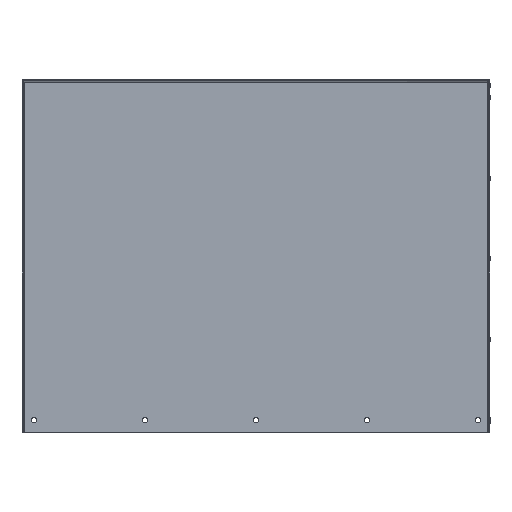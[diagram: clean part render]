
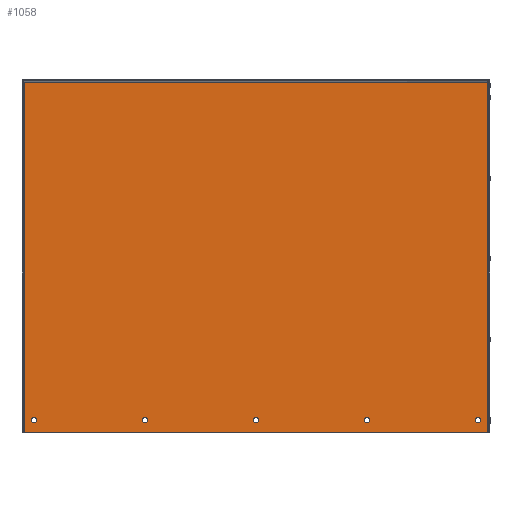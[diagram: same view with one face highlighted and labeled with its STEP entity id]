
A CAD part, top view. The second image highlights one B-rep face of the part: STEP entity #1058.
In plain terms, the highlighted planar face has unit normal (0, 0, 1).
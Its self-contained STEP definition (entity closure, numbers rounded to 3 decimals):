
#44 = EDGE_CURVE ( 'NONE', #1474, #983, #2190, .T. ) ;
#61 = EDGE_CURVE ( 'NONE', #2356, #1088, #620, .T. ) ;
#80 = AXIS2_PLACEMENT_3D ( 'NONE', #1591, #558, #147 ) ;
#104 = ORIENTED_EDGE ( 'NONE', *, *, #61, .F. ) ;
#134 = FACE_BOUND ( 'NONE', #1289, .T. ) ;
#147 = DIRECTION ( 'NONE',  ( -1., 0., 0. ) ) ;
#158 = CARTESIAN_POINT ( 'NONE',  ( -2., -269.95, 0. ) ) ;
#170 = AXIS2_PLACEMENT_3D ( 'NONE', #832, #874, #1664 ) ;
#193 = DIRECTION ( 'NONE',  ( 1., 0., 0. ) ) ;
#213 = EDGE_CURVE ( 'NONE', #637, #364, #789, .T. ) ;
#234 = LINE ( 'NONE', #2519, #448 ) ;
#236 = VERTEX_POINT ( 'NONE', #1721 ) ;
#263 = EDGE_CURVE ( 'NONE', #236, #2514, #965, .T. ) ;
#298 = EDGE_CURVE ( 'NONE', #372, #2560, #1823, .T. ) ;
#323 = ORIENTED_EDGE ( 'NONE', *, *, #369, .F. ) ;
#329 = VERTEX_POINT ( 'NONE', #1157 ) ;
#338 = FACE_BOUND ( 'NONE', #1867, .T. ) ;
#364 = VERTEX_POINT ( 'NONE', #2441 ) ;
#369 = EDGE_CURVE ( 'NONE', #1088, #2356, #792, .T. ) ;
#370 = FACE_BOUND ( 'NONE', #1995, .T. ) ;
#372 = VERTEX_POINT ( 'NONE', #766 ) ;
#393 = CARTESIAN_POINT ( 'NONE',  ( -181.25, -269.95, 0. ) ) ;
#425 = DIRECTION ( 'NONE',  ( 0., 0., 1. ) ) ;
#445 = ORIENTED_EDGE ( 'NONE', *, *, #263, .F. ) ;
#448 = VECTOR ( 'NONE', #2296, 1000. ) ;
#460 = ORIENTED_EDGE ( 'NONE', *, *, #298, .T. ) ;
#513 = VERTEX_POINT ( 'NONE', #1281 ) ;
#519 = EDGE_CURVE ( 'NONE', #2514, #236, #2012, .T. ) ;
#520 = FACE_BOUND ( 'NONE', #1041, .T. ) ;
#521 = CIRCLE ( 'NONE', #1605, 4.5 ) ;
#526 = CARTESIAN_POINT ( 'NONE',  ( -369.5, -269.95, 0. ) ) ;
#537 = AXIS2_PLACEMENT_3D ( 'NONE', #2022, #2048, #1008 ) ;
#558 = DIRECTION ( 'NONE',  ( 0., 0., -1. ) ) ;
#563 = DIRECTION ( 'NONE',  ( 1., 0., 0. ) ) ;
#620 = CIRCLE ( 'NONE', #1312, 4.5 ) ;
#637 = VERTEX_POINT ( 'NONE', #1552 ) ;
#694 = ORIENTED_EDGE ( 'NONE', *, *, #1544, .F. ) ;
#728 = DIRECTION ( 'NONE',  ( 1., 0., 0. ) ) ;
#743 = ORIENTED_EDGE ( 'NONE', *, *, #519, .F. ) ;
#754 = EDGE_LOOP ( 'NONE', ( #977, #1159, #2072, #460 ) ) ;
#766 = CARTESIAN_POINT ( 'NONE',  ( -385.5, -289.95, 0. ) ) ;
#789 = CIRCLE ( 'NONE', #2305, 4.5 ) ;
#792 = CIRCLE ( 'NONE', #537, 4.5 ) ;
#832 = CARTESIAN_POINT ( 'NONE',  ( -369.5, -269.95, 0. ) ) ;
#848 = EDGE_CURVE ( 'NONE', #2525, #2116, #234, .T. ) ;
#868 = VECTOR ( 'NONE', #2513, 1000. ) ;
#872 = LINE ( 'NONE', #1703, #868 ) ;
#874 = DIRECTION ( 'NONE',  ( 0., 0., 1. ) ) ;
#881 = AXIS2_PLACEMENT_3D ( 'NONE', #2189, #2551, #2159 ) ;
#935 = DIRECTION ( 'NONE',  ( 0., 1., 0. ) ) ;
#941 = CARTESIAN_POINT ( 'NONE',  ( -2., -269.95, 0. ) ) ;
#965 = CIRCLE ( 'NONE', #881, 4.5 ) ;
#967 = FACE_BOUND ( 'NONE', #1614, .T. ) ;
#977 = ORIENTED_EDGE ( 'NONE', *, *, #1683, .T. ) ;
#983 = VERTEX_POINT ( 'NONE', #1154 ) ;
#1008 = DIRECTION ( 'NONE',  ( 1., 0., 0. ) ) ;
#1041 = EDGE_LOOP ( 'NONE', ( #743, #445 ) ) ;
#1058 = ADVANCED_FACE ( 'NONE', ( #370, #338, #2002, #134, #967, #520 ), #1794, .F. ) ;
#1060 = CARTESIAN_POINT ( 'NONE',  ( 370., -269.95, 0. ) ) ;
#1078 = EDGE_CURVE ( 'NONE', #513, #329, #521, .T. ) ;
#1082 = CIRCLE ( 'NONE', #170, 4.5 ) ;
#1088 = VERTEX_POINT ( 'NONE', #393 ) ;
#1103 = DIRECTION ( 'NONE',  ( 0., 0., 1. ) ) ;
#1107 = DIRECTION ( 'NONE',  ( 0., 0., 1. ) ) ;
#1154 = CARTESIAN_POINT ( 'NONE',  ( 186.25, -269.95, 0. ) ) ;
#1157 = CARTESIAN_POINT ( 'NONE',  ( 2.5, -269.95, 0. ) ) ;
#1159 = ORIENTED_EDGE ( 'NONE', *, *, #848, .T. ) ;
#1222 = VECTOR ( 'NONE', #563, 1000. ) ;
#1264 = EDGE_CURVE ( 'NONE', #372, #2116, #872, .T. ) ;
#1281 = CARTESIAN_POINT ( 'NONE',  ( -6.5, -269.95, 0. ) ) ;
#1289 = EDGE_LOOP ( 'NONE', ( #1565, #1299 ) ) ;
#1299 = ORIENTED_EDGE ( 'NONE', *, *, #1078, .F. ) ;
#1312 = AXIS2_PLACEMENT_3D ( 'NONE', #2272, #425, #193 ) ;
#1346 = DIRECTION ( 'NONE',  ( 0., 0., 1. ) ) ;
#1444 = CARTESIAN_POINT ( 'NONE',  ( 181.75, -269.95, 0. ) ) ;
#1474 = VERTEX_POINT ( 'NONE', #2066 ) ;
#1509 = CIRCLE ( 'NONE', #2368, 4.5 ) ;
#1544 = EDGE_CURVE ( 'NONE', #983, #1474, #1509, .T. ) ;
#1552 = CARTESIAN_POINT ( 'NONE',  ( -365., -269.95, 0. ) ) ;
#1563 = AXIS2_PLACEMENT_3D ( 'NONE', #941, #1103, #1754 ) ;
#1565 = ORIENTED_EDGE ( 'NONE', *, *, #2564, .F. ) ;
#1569 = CARTESIAN_POINT ( 'NONE',  ( -385.5, 289.95, 0. ) ) ;
#1591 = CARTESIAN_POINT ( 'NONE',  ( 0., 0., 0. ) ) ;
#1605 = AXIS2_PLACEMENT_3D ( 'NONE', #158, #1346, #2181 ) ;
#1614 = EDGE_LOOP ( 'NONE', ( #694, #2659 ) ) ;
#1626 = CARTESIAN_POINT ( 'NONE',  ( -381.5, -289.95, 0. ) ) ;
#1652 = DIRECTION ( 'NONE',  ( 1., 0., 0. ) ) ;
#1664 = DIRECTION ( 'NONE',  ( 1., 0., 0. ) ) ;
#1683 = EDGE_CURVE ( 'NONE', #2560, #2525, #1799, .T. ) ;
#1700 = CARTESIAN_POINT ( 'NONE',  ( 181.75, -269.95, 0. ) ) ;
#1703 = CARTESIAN_POINT ( 'NONE',  ( -385.5, -289.95, 0. ) ) ;
#1721 = CARTESIAN_POINT ( 'NONE',  ( 361., -269.95, 0. ) ) ;
#1729 = CARTESIAN_POINT ( 'NONE',  ( 381.5, -289.95, 0. ) ) ;
#1747 = AXIS2_PLACEMENT_3D ( 'NONE', #1444, #1881, #2283 ) ;
#1754 = DIRECTION ( 'NONE',  ( 1., 0., 0. ) ) ;
#1794 = PLANE ( 'NONE',  #80 ) ;
#1799 = LINE ( 'NONE', #2404, #1810 ) ;
#1810 = VECTOR ( 'NONE', #935, 1000. ) ;
#1823 = LINE ( 'NONE', #1626, #1222 ) ;
#1867 = EDGE_LOOP ( 'NONE', ( #2617, #1941 ) ) ;
#1881 = DIRECTION ( 'NONE',  ( 0., 0., 1. ) ) ;
#1941 = ORIENTED_EDGE ( 'NONE', *, *, #2479, .F. ) ;
#1995 = EDGE_LOOP ( 'NONE', ( #323, #104 ) ) ;
#2002 = FACE_OUTER_BOUND ( 'NONE', #754, .T. ) ;
#2012 = CIRCLE ( 'NONE', #2602, 4.5 ) ;
#2022 = CARTESIAN_POINT ( 'NONE',  ( -185.75, -269.95, 0. ) ) ;
#2048 = DIRECTION ( 'NONE',  ( 0., 0., 1. ) ) ;
#2066 = CARTESIAN_POINT ( 'NONE',  ( 177.25, -269.95, 0. ) ) ;
#2070 = CARTESIAN_POINT ( 'NONE',  ( 365.5, -269.95, 0. ) ) ;
#2072 = ORIENTED_EDGE ( 'NONE', *, *, #1264, .F. ) ;
#2116 = VERTEX_POINT ( 'NONE', #1569 ) ;
#2150 = DIRECTION ( 'NONE',  ( 1., 0., 0. ) ) ;
#2159 = DIRECTION ( 'NONE',  ( 1., 0., 0. ) ) ;
#2181 = DIRECTION ( 'NONE',  ( 1., 0., 0. ) ) ;
#2189 = CARTESIAN_POINT ( 'NONE',  ( 365.5, -269.95, 0. ) ) ;
#2190 = CIRCLE ( 'NONE', #1747, 4.5 ) ;
#2254 = CARTESIAN_POINT ( 'NONE',  ( -190.25, -269.95, 0. ) ) ;
#2272 = CARTESIAN_POINT ( 'NONE',  ( -185.75, -269.95, 0. ) ) ;
#2283 = DIRECTION ( 'NONE',  ( 1., 0., 0. ) ) ;
#2296 = DIRECTION ( 'NONE',  ( -1., 0., 0. ) ) ;
#2300 = DIRECTION ( 'NONE',  ( 0., 0., 1. ) ) ;
#2305 = AXIS2_PLACEMENT_3D ( 'NONE', #526, #1107, #728 ) ;
#2356 = VERTEX_POINT ( 'NONE', #2254 ) ;
#2368 = AXIS2_PLACEMENT_3D ( 'NONE', #1700, #2300, #2150 ) ;
#2404 = CARTESIAN_POINT ( 'NONE',  ( 381.5, -289.95, 0. ) ) ;
#2422 = CIRCLE ( 'NONE', #1563, 4.5 ) ;
#2441 = CARTESIAN_POINT ( 'NONE',  ( -374., -269.95, 0. ) ) ;
#2478 = DIRECTION ( 'NONE',  ( 0., 0., 1. ) ) ;
#2479 = EDGE_CURVE ( 'NONE', #364, #637, #1082, .T. ) ;
#2513 = DIRECTION ( 'NONE',  ( 0., 1., 0. ) ) ;
#2514 = VERTEX_POINT ( 'NONE', #1060 ) ;
#2517 = CARTESIAN_POINT ( 'NONE',  ( 381.5, 289.95, 0. ) ) ;
#2519 = CARTESIAN_POINT ( 'NONE',  ( -381.5, 289.95, 0. ) ) ;
#2525 = VERTEX_POINT ( 'NONE', #2517 ) ;
#2551 = DIRECTION ( 'NONE',  ( 0., 0., 1. ) ) ;
#2560 = VERTEX_POINT ( 'NONE', #1729 ) ;
#2564 = EDGE_CURVE ( 'NONE', #329, #513, #2422, .T. ) ;
#2602 = AXIS2_PLACEMENT_3D ( 'NONE', #2070, #2478, #1652 ) ;
#2617 = ORIENTED_EDGE ( 'NONE', *, *, #213, .F. ) ;
#2659 = ORIENTED_EDGE ( 'NONE', *, *, #44, .F. ) ;
